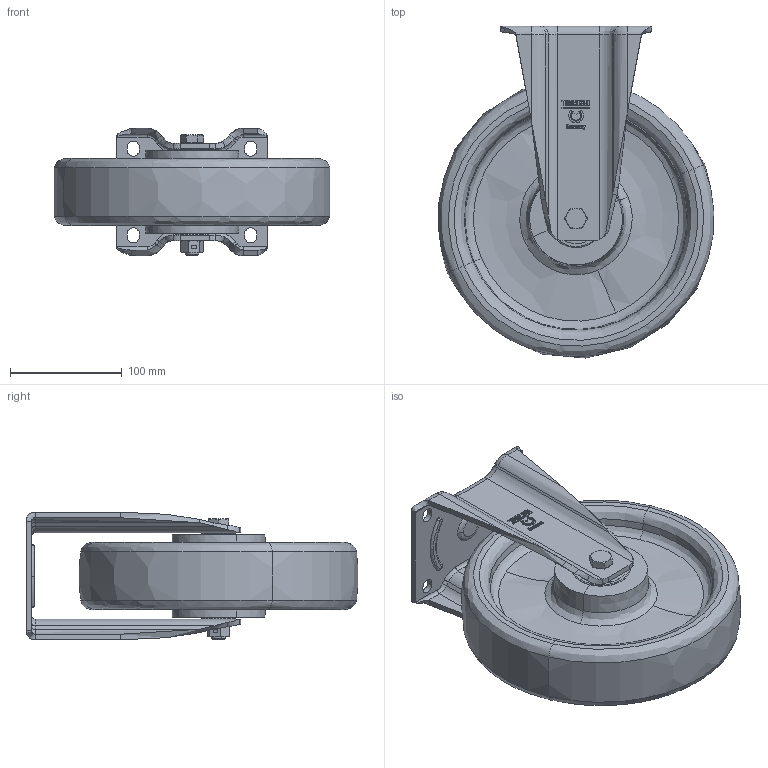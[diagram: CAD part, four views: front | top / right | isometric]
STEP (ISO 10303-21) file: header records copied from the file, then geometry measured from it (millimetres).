
FILE_DESCRIPTION (( 'STEP AP214' ), '1' );
FILE_NAME ('0023322BL_B-IM-TPKH-250-K.STEP', '2016-05-24T11:11:59', ( '' ), ( '' ), 'SwSTEP 2.0', 'SolidWorks 2016', '' );
FILE_SCHEMA (( 'AUTOMOTIVE_DESIGN' ));
Length unit declared in the file: millimetre
Products named in the file (1): 0023322BL_B-IM-TPKH-250-K
Bounding box: 246.37 x 296.52 x 114 mm (x, y, z)
Volume: 2068466.2 mm3; surface area: 462406.1 mm2
Topology: 17 solids, 17 shells, 899 faces, 2231 edges, 1390 vertices
Faces by surface type: plane 404, cylinder 264, bspline 137, cone 56, torus 38
Entity records: 41388 total; most frequent: CARTESIAN_POINT 10665, ORIENTED_EDGE 4454, DIRECTION 4338, EDGE_CURVE 2227, AXIS2_PLACEMENT_3D 1581, VERTEX_POINT 1390, LINE 1176, VECTOR 1176
